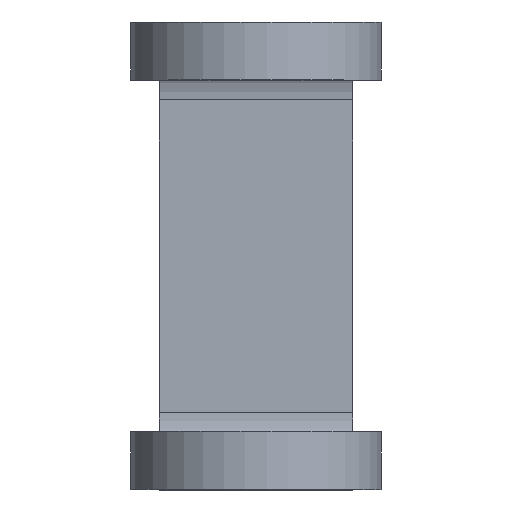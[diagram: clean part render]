
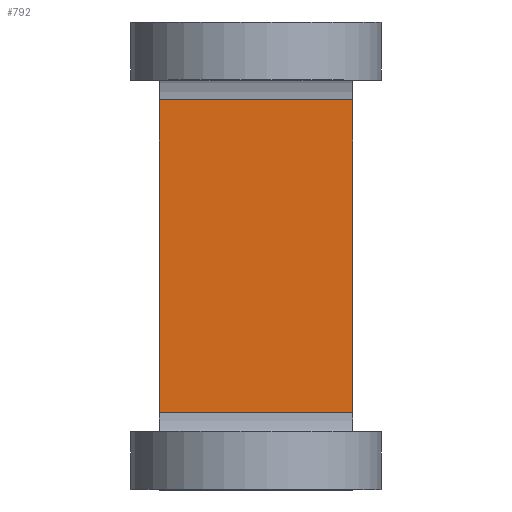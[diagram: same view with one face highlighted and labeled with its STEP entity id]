
A CAD part, top view. The second image highlights one B-rep face of the part: STEP entity #792.
In plain terms, the highlighted planar face has unit normal (0, 0, 1).
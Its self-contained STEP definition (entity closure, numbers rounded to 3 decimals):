
#62=PLANE('',#891);
#102=FACE_OUTER_BOUND('',#169,.T.);
#169=EDGE_LOOP('',(#708,#709,#710,#711));
#222=LINE('',#1151,#272);
#234=LINE('',#1287,#284);
#266=LINE('',#1543,#316);
#267=LINE('',#1545,#317);
#272=VECTOR('',#908,10.);
#284=VECTOR('',#944,10.);
#316=VECTOR('',#1104,10.);
#317=VECTOR('',#1107,10.);
#337=VERTEX_POINT('',#1148);
#338=VERTEX_POINT('',#1150);
#359=VERTEX_POINT('',#1284);
#360=VERTEX_POINT('',#1286);
#410=EDGE_CURVE('',#337,#338,#222,.T.);
#436=EDGE_CURVE('',#359,#360,#234,.T.);
#510=EDGE_CURVE('',#359,#338,#266,.T.);
#511=EDGE_CURVE('',#360,#337,#267,.T.);
#708=ORIENTED_EDGE('',*,*,#436,.F.);
#709=ORIENTED_EDGE('',*,*,#510,.T.);
#710=ORIENTED_EDGE('',*,*,#410,.F.);
#711=ORIENTED_EDGE('',*,*,#511,.F.);
#792=ADVANCED_FACE('',(#102),#62,.T.);
#891=AXIS2_PLACEMENT_3D('',#1544,#1105,#1106);
#908=DIRECTION('',(0.,-1.,0.));
#944=DIRECTION('',(0.,1.,0.));
#1104=DIRECTION('',(1.,0.,0.));
#1105=DIRECTION('center_axis',(0.,0.,1.));
#1106=DIRECTION('ref_axis',(0.,-1.,0.));
#1107=DIRECTION('',(1.,0.,0.));
#1148=CARTESIAN_POINT('',(20.,40.4,30.));
#1150=CARTESIAN_POINT('',(20.,8.,30.));
#1151=CARTESIAN_POINT('',(20.,8.,30.));
#1284=CARTESIAN_POINT('',(0.,8.,30.));
#1286=CARTESIAN_POINT('',(0.,40.4,30.));
#1287=CARTESIAN_POINT('',(0.,8.,30.));
#1543=CARTESIAN_POINT('',(0.,8.,30.));
#1544=CARTESIAN_POINT('Origin',(0.,40.4,30.));
#1545=CARTESIAN_POINT('',(0.,40.4,30.));
